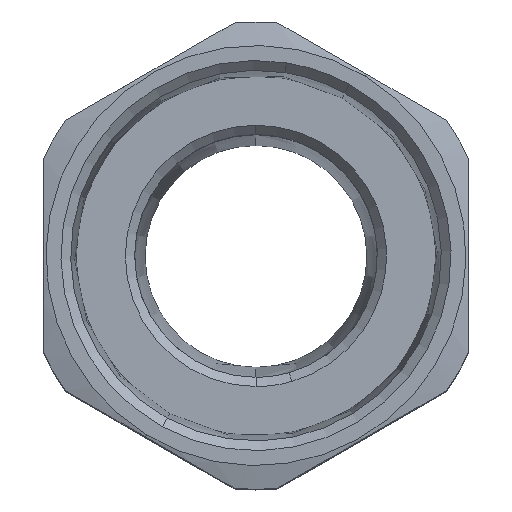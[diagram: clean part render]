
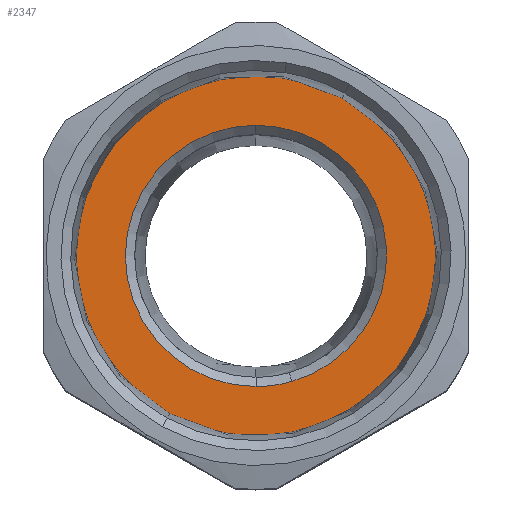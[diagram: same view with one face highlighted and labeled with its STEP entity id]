
A CAD part, top view. The second image highlights one B-rep face of the part: STEP entity #2347.
In plain terms, the highlighted planar face has unit normal (0, 0, 1).
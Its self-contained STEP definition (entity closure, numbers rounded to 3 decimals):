
#2205=AXIS2_PLACEMENT_3D('Circle Axis2P3D',#2203,#2204,$) ;
#2230=AXIS2_PLACEMENT_3D('Circle Axis2P3D',#2228,#2229,$) ;
#2315=AXIS2_PLACEMENT_3D('Plane Axis2P3D',#2312,#2313,#2314) ;
#2323=AXIS2_PLACEMENT_3D('Circle Axis2P3D',#2321,#2322,$) ;
#2332=AXIS2_PLACEMENT_3D('Circle Axis2P3D',#2330,#2331,$) ;
#2339=AXIS2_PLACEMENT_3D('Circle Axis2P3D',#2337,#2338,$) ;
#2200=CARTESIAN_POINT('Vertex',(13.662,8.206,60.25)) ;
#2203=CARTESIAN_POINT('Axis2P3D Location',(23.,25.3,60.25)) ;
#2207=CARTESIAN_POINT('Vertex',(32.338,42.394,60.25)) ;
#2228=CARTESIAN_POINT('Axis2P3D Location',(23.,25.3,60.25)) ;
#2312=CARTESIAN_POINT('Axis2P3D Location',(23.,25.3,60.25)) ;
#2321=CARTESIAN_POINT('Axis2P3D Location',(23.,25.3,60.25)) ;
#2325=CARTESIAN_POINT('Vertex',(23.,39.45,60.25)) ;
#2327=CARTESIAN_POINT('Vertex',(26.886,11.694,60.25)) ;
#2330=CARTESIAN_POINT('Axis2P3D Location',(23.,25.3,60.25)) ;
#2334=CARTESIAN_POINT('Vertex',(23.,11.15,60.25)) ;
#2337=CARTESIAN_POINT('Axis2P3D Location',(23.,25.3,60.25)) ;
#2204=DIRECTION('Axis2P3D Direction',(0.,0.,1.)) ;
#2229=DIRECTION('Axis2P3D Direction',(0.,0.,1.)) ;
#2313=DIRECTION('Axis2P3D Direction',(0.,0.,-1.)) ;
#2314=DIRECTION('Axis2P3D XDirection',(0.,1.,0.)) ;
#2322=DIRECTION('Axis2P3D Direction',(0.,0.,-1.)) ;
#2331=DIRECTION('Axis2P3D Direction',(0.,0.,-1.)) ;
#2338=DIRECTION('Axis2P3D Direction',(0.,0.,-1.)) ;
#2318=ORIENTED_EDGE('',*,*,#2209,.F.) ;
#2319=ORIENTED_EDGE('',*,*,#2232,.F.) ;
#2343=ORIENTED_EDGE('',*,*,#2329,.T.) ;
#2344=ORIENTED_EDGE('',*,*,#2336,.T.) ;
#2345=ORIENTED_EDGE('',*,*,#2341,.T.) ;
#2346=FACE_BOUND('',#2342,.T.) ;
#2347=ADVANCED_FACE('Body',(#2320,#2346),#2316,.F.) ;
#2206=CIRCLE('generated circle',#2205,19.478) ;
#2231=CIRCLE('generated circle',#2230,19.478) ;
#2324=CIRCLE('generated circle',#2323,14.15) ;
#2333=CIRCLE('generated circle',#2332,14.15) ;
#2340=CIRCLE('generated circle',#2339,14.15) ;
#2209=EDGE_CURVE('',#2201,#2208,#2206,.F.) ;
#2232=EDGE_CURVE('',#2208,#2201,#2231,.F.) ;
#2329=EDGE_CURVE('',#2326,#2328,#2324,.T.) ;
#2336=EDGE_CURVE('',#2328,#2335,#2333,.T.) ;
#2341=EDGE_CURVE('',#2335,#2326,#2340,.T.) ;
#2317=EDGE_LOOP('',(#2318,#2319)) ;
#2342=EDGE_LOOP('',(#2343,#2344,#2345)) ;
#2320=FACE_OUTER_BOUND('',#2317,.T.) ;
#2316=PLANE('',#2315) ;
#2201=VERTEX_POINT('',#2200) ;
#2208=VERTEX_POINT('',#2207) ;
#2326=VERTEX_POINT('',#2325) ;
#2328=VERTEX_POINT('',#2327) ;
#2335=VERTEX_POINT('',#2334) ;
